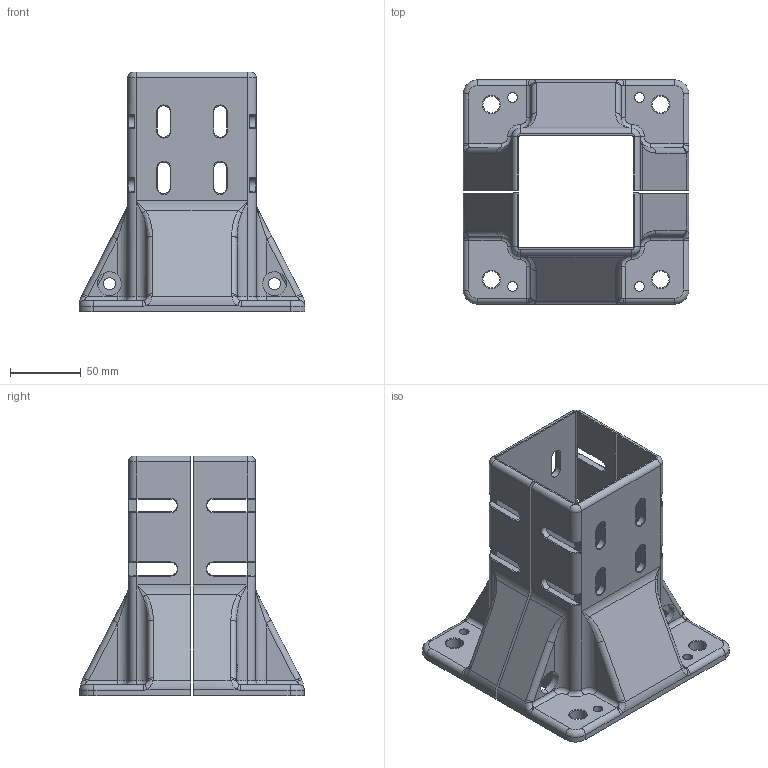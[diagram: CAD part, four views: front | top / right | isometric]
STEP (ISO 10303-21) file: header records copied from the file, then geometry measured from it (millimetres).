
FILE_DESCRIPTION (( 'STEP AP203' ), '1' );
FILE_NAME ('084.409.014.STEP', '2017-03-01T10:21:04', ( 'Localadmin' ), ( 'Microsoft' ), 'SwSTEP 2.0', 'SolidWorks 2016', '' );
FILE_SCHEMA (( 'CONFIG_CONTROL_DESIGN' ));
Length unit declared in the file: millimetre
Products named in the file (2): 084.409.014-L; 084.409.014
Assembly tree (2 placements, depth 2):
  084.409.014
    084.409.014-L  x2
Bounding box: 160 x 159 x 170 mm (x, y, z)
Volume: 485596.1 mm3; surface area: 187025.1 mm2
Topology: 2 solids, 2 shells, 462 faces, 1210 edges, 706 vertices
Faces by surface type: cylinder 206, plane 114, torus 88, bspline 32, sphere 22
Entity records: 7842 total; most frequent: CARTESIAN_POINT 1945, DIRECTION 1265, ORIENTED_EDGE 1182, EDGE_CURVE 591, AXIS2_PLACEMENT_3D 501, VERTEX_POINT 353, CIRCLE 281, VECTOR 263
